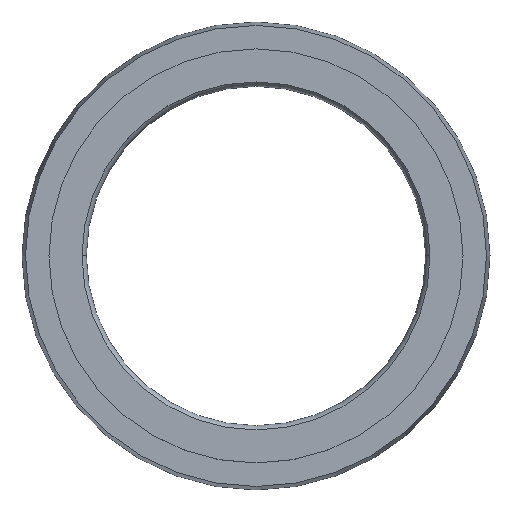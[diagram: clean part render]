
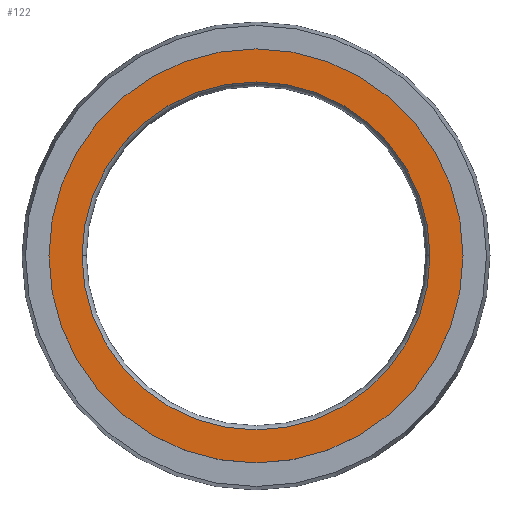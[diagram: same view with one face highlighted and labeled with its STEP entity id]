
A CAD part, top view. The second image highlights one B-rep face of the part: STEP entity #122.
In plain terms, the highlighted planar face has unit normal (0, 0, 1).
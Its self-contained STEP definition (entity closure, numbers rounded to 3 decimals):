
#1 = CARTESIAN_POINT ( 'NONE',  ( 11.9, 0., 0. ) ) ;
#9 = DIRECTION ( 'NONE',  ( 0., 0., 1. ) ) ;
#20 = ORIENTED_EDGE ( 'NONE', *, *, #507, .F. ) ;
#37 = EDGE_CURVE ( 'NONE', #623, #257, #428, .T. ) ;
#73 = ORIENTED_EDGE ( 'NONE', *, *, #117, .F. ) ;
#84 = CIRCLE ( 'NONE', #505, 10. ) ;
#91 = CARTESIAN_POINT ( 'NONE',  ( 0., 0., 0. ) ) ;
#117 = EDGE_CURVE ( 'NONE', #527, #127, #84, .T. ) ;
#122 = ADVANCED_FACE ( 'NONE', ( #327, #148 ), #394, .F. ) ;
#127 = VERTEX_POINT ( 'NONE', #136 ) ;
#136 = CARTESIAN_POINT ( 'NONE',  ( 10., 0., 0. ) ) ;
#137 = CIRCLE ( 'NONE', #251, 10. ) ;
#143 = DIRECTION ( 'NONE',  ( 1., 0., 0. ) ) ;
#148 = FACE_OUTER_BOUND ( 'NONE', #332, .T. ) ;
#173 = DIRECTION ( 'NONE',  ( 0., 0., 1. ) ) ;
#184 = ORIENTED_EDGE ( 'NONE', *, *, #239, .T. ) ;
#198 = CARTESIAN_POINT ( 'NONE',  ( -11.9, 0., 0. ) ) ;
#232 = DIRECTION ( 'NONE',  ( 0., 0., 1. ) ) ;
#239 = EDGE_CURVE ( 'NONE', #257, #623, #458, .T. ) ;
#251 = AXIS2_PLACEMENT_3D ( 'NONE', #430, #9, #446 ) ;
#257 = VERTEX_POINT ( 'NONE', #1 ) ;
#326 = AXIS2_PLACEMENT_3D ( 'NONE', #393, #638, #539 ) ;
#327 = FACE_BOUND ( 'NONE', #585, .T. ) ;
#332 = EDGE_LOOP ( 'NONE', ( #184, #534 ) ) ;
#385 = CARTESIAN_POINT ( 'NONE',  ( 0., 0., 0. ) ) ;
#393 = CARTESIAN_POINT ( 'NONE',  ( 0., 0., 0. ) ) ;
#394 = PLANE ( 'NONE',  #326 ) ;
#424 = DIRECTION ( 'NONE',  ( 1., 0., 0. ) ) ;
#428 = CIRCLE ( 'NONE', #574, 11.9 ) ;
#430 = CARTESIAN_POINT ( 'NONE',  ( 0., 0., 0. ) ) ;
#435 = CARTESIAN_POINT ( 'NONE',  ( 0., 0., 0. ) ) ;
#446 = DIRECTION ( 'NONE',  ( 1., 0., 0. ) ) ;
#447 = DIRECTION ( 'NONE',  ( 0., 0., 1. ) ) ;
#458 = CIRCLE ( 'NONE', #605, 11.9 ) ;
#500 = CARTESIAN_POINT ( 'NONE',  ( -10., 0., 0. ) ) ;
#505 = AXIS2_PLACEMENT_3D ( 'NONE', #435, #232, #643 ) ;
#507 = EDGE_CURVE ( 'NONE', #127, #527, #137, .T. ) ;
#527 = VERTEX_POINT ( 'NONE', #500 ) ;
#534 = ORIENTED_EDGE ( 'NONE', *, *, #37, .T. ) ;
#539 = DIRECTION ( 'NONE',  ( -1., 0., 0. ) ) ;
#574 = AXIS2_PLACEMENT_3D ( 'NONE', #385, #173, #424 ) ;
#585 = EDGE_LOOP ( 'NONE', ( #20, #73 ) ) ;
#605 = AXIS2_PLACEMENT_3D ( 'NONE', #91, #447, #143 ) ;
#623 = VERTEX_POINT ( 'NONE', #198 ) ;
#638 = DIRECTION ( 'NONE',  ( 0., 0., -1. ) ) ;
#643 = DIRECTION ( 'NONE',  ( 1., 0., 0. ) ) ;
